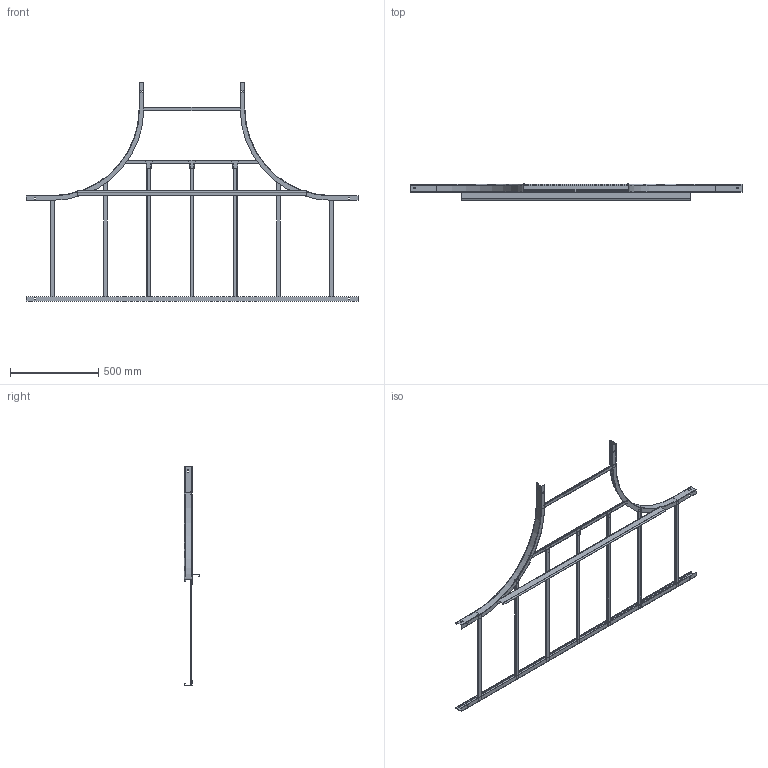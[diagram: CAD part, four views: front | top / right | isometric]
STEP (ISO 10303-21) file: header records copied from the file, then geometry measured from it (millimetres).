
FILE_DESCRIPTION((''),'2;1');
FILE_NAME('6205577_ASM','2012-12-21T',('AndreasKeweloh'),(''),'PRO/ENGINEER BY PARAMETRIC TECHNOLOGY CORPORATION, 2012230','PRO/ENGINEER BY PARAMETRIC TECHNOLOGY CORPORATION, 2012230','');
FILE_SCHEMA(('CONFIG_CONTROL_DESIGN'));
Length unit declared in the file: millimetre
Products named in the file (9): 6205577_INNENHOLM; 6205577_GEGENHOLM; 6205577_REF_TZHOLM; 6205577_SPR_L_1; 6205577_SPR_L_3; 6205577_SPR_L_2; 6205577_SPR_L_4; 6205577_AUFLAGEBLECH; 6205577_ASM
Assembly tree (16 placements, depth 2):
  6205577_ASM
    6205577_INNENHOLM  x2
    6205577_GEGENHOLM
    6205577_REF_TZHOLM
    6205577_SPR_L_1  x3
    6205577_SPR_L_3
    6205577_SPR_L_2  x3
    6205577_SPR_L_4  x2
    6205577_AUFLAGEBLECH  x3
Bounding box: 1880 x 90 x 1240 mm (x, y, z)
Volume: 916981.5 mm3; surface area: 1497624.8 mm2
Topology: 16 solids, 16 shells, 521 faces, 1437 edges, 948 vertices
Faces by surface type: plane 296, cylinder 196, bspline 21, torus 8
Entity records: 8788 total; most frequent: CARTESIAN_POINT 1786, DIRECTION 1453, ORIENTED_EDGE 1418, EDGE_CURVE 709, VECTOR 495, LINE 495, AXIS2_PLACEMENT_3D 479, VERTEX_POINT 468
